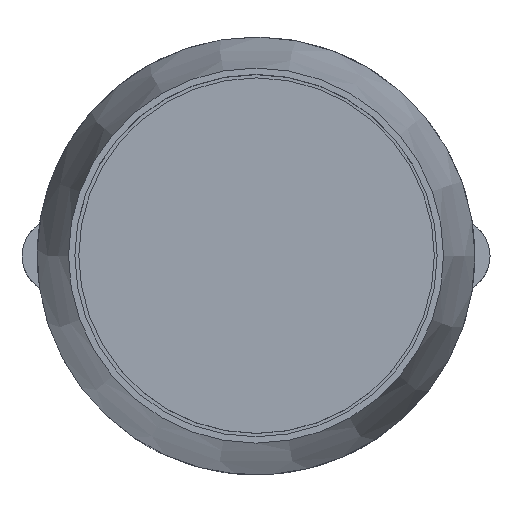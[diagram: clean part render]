
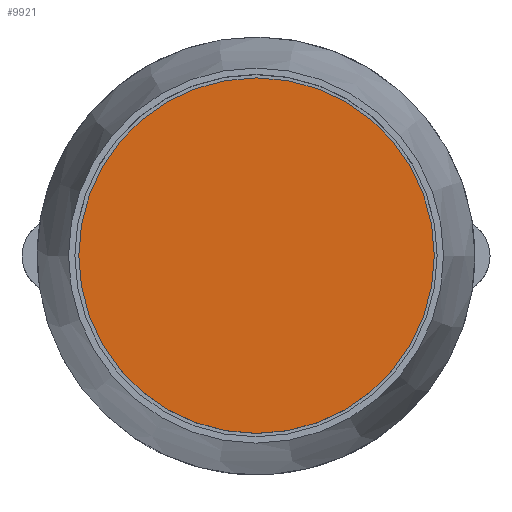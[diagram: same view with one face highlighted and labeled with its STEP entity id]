
A CAD part, top view. The second image highlights one B-rep face of the part: STEP entity #9921.
In plain terms, the highlighted planar face has unit normal (0, 0, 1).
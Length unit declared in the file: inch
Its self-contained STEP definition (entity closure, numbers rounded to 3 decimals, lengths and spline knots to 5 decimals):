
#9905=CARTESIAN_POINT('',(0.51132,-0.50994,1.18819));
#9906=DIRECTION('',(0.0,0.0,-1.0));
#9907=DIRECTION('',(-1.0,0.0,0.0));
#9908=AXIS2_PLACEMENT_3D('',#9905,#9906,#9907);
#9909=PLANE('',#9908);
#9910=CARTESIAN_POINT('',(0.46496,0.,1.18819));
#9911=VERTEX_POINT('',#9910);
#9912=CARTESIAN_POINT('',(0.00138,0.,1.18819));
#9913=DIRECTION('',(0.0,0.0,-1.0));
#9914=DIRECTION('',(-1.0,0.0,0.0));
#9915=AXIS2_PLACEMENT_3D('',#9912,#9913,#9914);
#9916=CIRCLE('',#9915,0.46358);
#9917=EDGE_CURVE('',#9911,#9911,#9916,.T.);
#9918=ORIENTED_EDGE('',*,*,#9917,.F.);
#9919=EDGE_LOOP('',(#9918));
#9920=FACE_OUTER_BOUND('',#9919,.T.);
#9921=ADVANCED_FACE('',(#9920),#9909,.F.);
